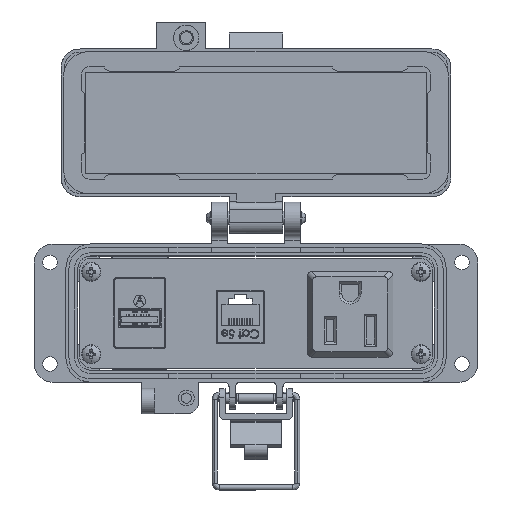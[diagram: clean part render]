
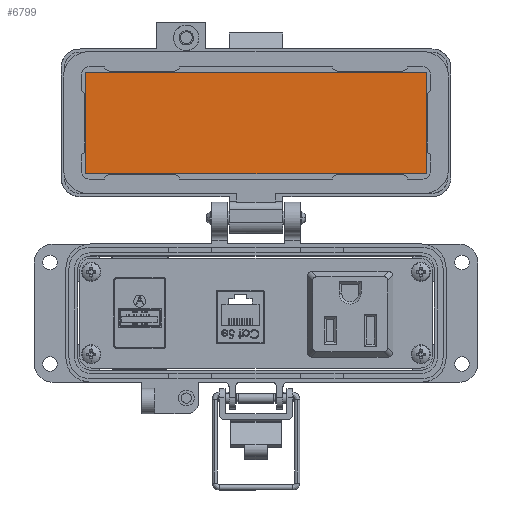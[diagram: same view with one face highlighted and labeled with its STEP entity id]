
A CAD part, top view. The second image highlights one B-rep face of the part: STEP entity #6799.
In plain terms, the highlighted planar face has unit normal (0, 0, 1).
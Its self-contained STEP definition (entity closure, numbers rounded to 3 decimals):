
#2922 = VERTEX_POINT ( 'NONE', #41548 ) ;
#6799 = ADVANCED_FACE ( 'NONE', ( #52384 ), #20288, .T. ) ;
#6870 = AXIS2_PLACEMENT_3D ( 'NONE', #46056, #13955, #41823 ) ;
#7897 = VECTOR ( 'NONE', #63450, 1000. ) ;
#8381 = CARTESIAN_POINT ( 'NONE',  ( 42., 51.154, -25.55 ) ) ;
#13955 = DIRECTION ( 'NONE',  ( 0., 0., 1. ) ) ;
#15672 = ORIENTED_EDGE ( 'NONE', *, *, #26237, .F. ) ;
#17029 = LINE ( 'NONE', #24076, #32551 ) ;
#17344 = VERTEX_POINT ( 'NONE', #29316 ) ;
#20288 = PLANE ( 'NONE',  #6870 ) ;
#20632 = VERTEX_POINT ( 'NONE', #67496 ) ;
#21012 = EDGE_CURVE ( 'NONE', #17344, #20632, #67677, .T. ) ;
#21379 = DIRECTION ( 'NONE',  ( 1., 0., 0. ) ) ;
#21618 = VECTOR ( 'NONE', #46143, 1000. ) ;
#24076 = CARTESIAN_POINT ( 'NONE',  ( 53.75, 67.154, -25.55 ) ) ;
#26001 = CARTESIAN_POINT ( 'NONE',  ( -8.5, 83.154, -25.55 ) ) ;
#26237 = EDGE_CURVE ( 'NONE', #2922, #17344, #66945, .T. ) ;
#29316 = CARTESIAN_POINT ( 'NONE',  ( -53.75, 51.154, -25.55 ) ) ;
#30235 = CARTESIAN_POINT ( 'NONE',  ( 53.75, 83.154, -25.55 ) ) ;
#32551 = VECTOR ( 'NONE', #61089, 1000. ) ;
#32849 = ORIENTED_EDGE ( 'NONE', *, *, #21012, .F. ) ;
#41548 = CARTESIAN_POINT ( 'NONE',  ( 53.75, 51.154, -25.55 ) ) ;
#41823 = DIRECTION ( 'NONE',  ( 0., -1., 0. ) ) ;
#42706 = EDGE_CURVE ( 'NONE', #20632, #64267, #52775, .T. ) ;
#46056 = CARTESIAN_POINT ( 'NONE',  ( -8.5, 67.154, -25.55 ) ) ;
#46143 = DIRECTION ( 'NONE',  ( -1., 0., 0. ) ) ;
#47242 = CARTESIAN_POINT ( 'NONE',  ( -53.75, 67.154, -25.55 ) ) ;
#50381 = EDGE_LOOP ( 'NONE', ( #64039, #32849, #15672, #63811 ) ) ;
#51497 = VECTOR ( 'NONE', #21379, 1000. ) ;
#52384 = FACE_OUTER_BOUND ( 'NONE', #50381, .T. ) ;
#52775 = LINE ( 'NONE', #26001, #51497 ) ;
#61089 = DIRECTION ( 'NONE',  ( 0., -1., 0. ) ) ;
#63450 = DIRECTION ( 'NONE',  ( 0., 1., 0. ) ) ;
#63460 = EDGE_CURVE ( 'NONE', #64267, #2922, #17029, .T. ) ;
#63811 = ORIENTED_EDGE ( 'NONE', *, *, #63460, .F. ) ;
#64039 = ORIENTED_EDGE ( 'NONE', *, *, #42706, .F. ) ;
#64267 = VERTEX_POINT ( 'NONE', #30235 ) ;
#66945 = LINE ( 'NONE', #8381, #21618 ) ;
#67496 = CARTESIAN_POINT ( 'NONE',  ( -53.75, 83.154, -25.55 ) ) ;
#67677 = LINE ( 'NONE', #47242, #7897 ) ;
